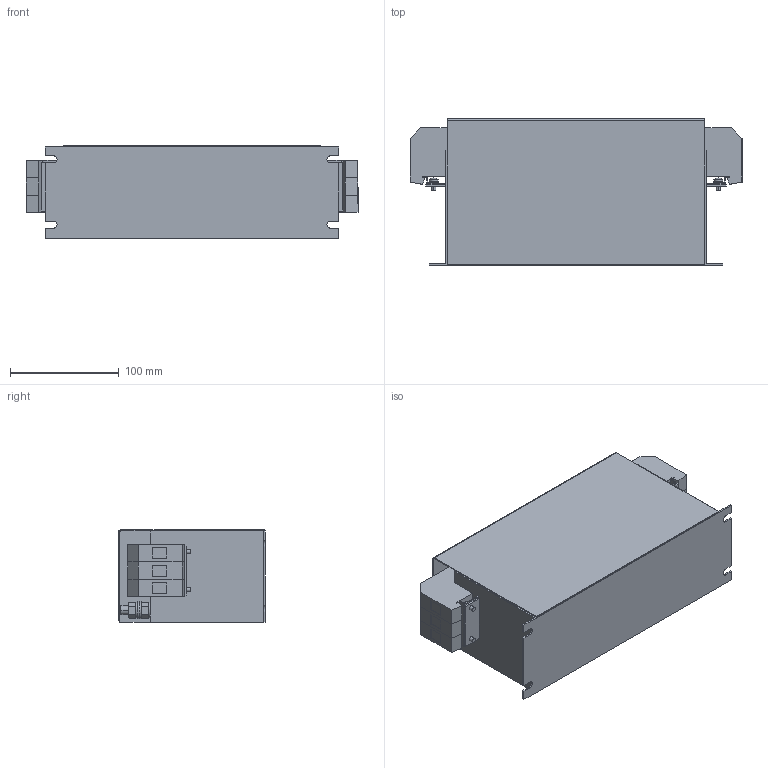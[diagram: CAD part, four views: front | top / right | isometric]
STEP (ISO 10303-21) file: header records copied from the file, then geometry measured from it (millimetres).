
FILE_DESCRIPTION (( 'STEP AP214' ), '1' );
FILE_NAME ('214867.STEP', '2020-05-28T22:10:52', ( '' ), ( '' ), 'SwSTEP 2.0', 'SolidWorks 2018', '' );
FILE_SCHEMA (( 'AUTOMOTIVE_DESIGN' ));
Length unit declared in the file: millimetre
Products named in the file (1): 214867
Bounding box: 305.6 x 135.1 x 85 mm (x, y, z)
Volume: 2844685.4 mm3; surface area: 194865.6 mm2
Topology: 1 solids, 1 shells, 491 faces, 1201 edges, 748 vertices
Faces by surface type: plane 261, cylinder 142, cone 52, torus 28, sphere 8
Entity records: 14799 total; most frequent: CARTESIAN_POINT 3161, DIRECTION 2447, ORIENTED_EDGE 2402, EDGE_CURVE 1201, AXIS2_PLACEMENT_3D 898, VERTEX_POINT 748, VECTOR 651, LINE 651
